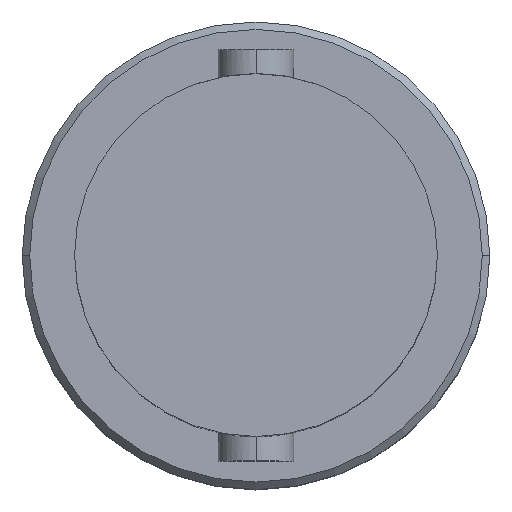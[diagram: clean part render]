
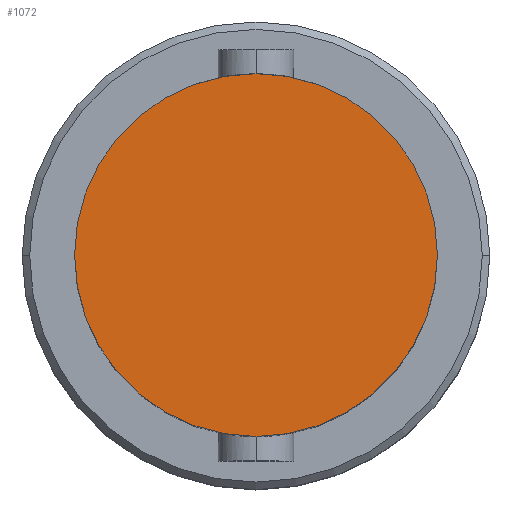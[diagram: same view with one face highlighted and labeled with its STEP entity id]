
A CAD part, top view. The second image highlights one B-rep face of the part: STEP entity #1072.
In plain terms, the highlighted planar face has unit normal (0, 0, 1).
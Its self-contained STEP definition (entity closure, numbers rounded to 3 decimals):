
#24 = VERTEX_POINT ( 'NONE', #103 ) ;
#67 = ORIENTED_EDGE ( 'NONE', *, *, #455, .T. ) ;
#103 = CARTESIAN_POINT ( 'NONE',  ( -4.85, 0., 0. ) ) ;
#180 = AXIS2_PLACEMENT_3D ( 'NONE', #379, #346, #201 ) ;
#201 = DIRECTION ( 'NONE',  ( 1., 0., 0. ) ) ;
#220 = VERTEX_POINT ( 'NONE', #722 ) ;
#346 = DIRECTION ( 'NONE',  ( 0., 0., 1. ) ) ;
#379 = CARTESIAN_POINT ( 'NONE',  ( 0., 0., 0. ) ) ;
#398 = AXIS2_PLACEMENT_3D ( 'NONE', #641, #625, #593 ) ;
#455 = EDGE_CURVE ( 'NONE', #220, #24, #1252, .T. ) ;
#550 = EDGE_CURVE ( 'NONE', #24, #220, #552, .T. ) ;
#552 = CIRCLE ( 'NONE', #398, 4.85 ) ;
#554 = DIRECTION ( 'NONE',  ( 0., 0., -1. ) ) ;
#593 = DIRECTION ( 'NONE',  ( 1., 0., 0. ) ) ;
#625 = DIRECTION ( 'NONE',  ( 0., 0., 1. ) ) ;
#641 = CARTESIAN_POINT ( 'NONE',  ( 0., 0., 0. ) ) ;
#687 = ORIENTED_EDGE ( 'NONE', *, *, #550, .T. ) ;
#722 = CARTESIAN_POINT ( 'NONE',  ( 4.85, 0., 0. ) ) ;
#737 = AXIS2_PLACEMENT_3D ( 'NONE', #1257, #554, #868 ) ;
#868 = DIRECTION ( 'NONE',  ( -1., 0., 0. ) ) ;
#972 = PLANE ( 'NONE',  #737 ) ;
#982 = EDGE_LOOP ( 'NONE', ( #67, #687 ) ) ;
#1072 = ADVANCED_FACE ( 'NONE', ( #1114 ), #972, .F. ) ;
#1114 = FACE_OUTER_BOUND ( 'NONE', #982, .T. ) ;
#1252 = CIRCLE ( 'NONE', #180, 4.85 ) ;
#1257 = CARTESIAN_POINT ( 'NONE',  ( 0., 0., 0. ) ) ;
